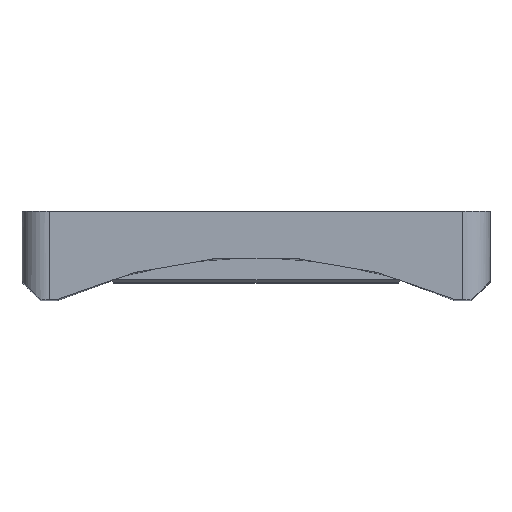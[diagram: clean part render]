
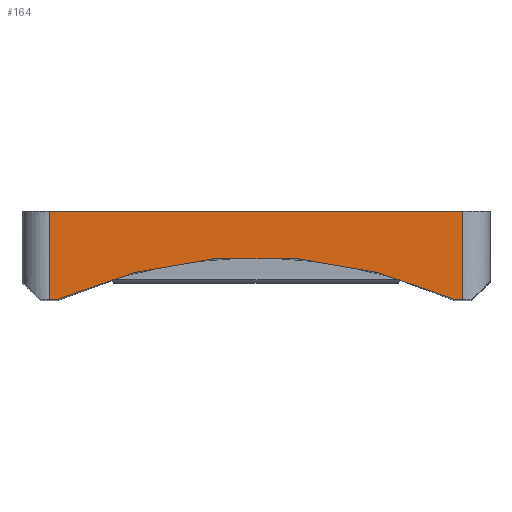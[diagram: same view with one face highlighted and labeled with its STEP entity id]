
A CAD part, top view. The second image highlights one B-rep face of the part: STEP entity #164.
In plain terms, the highlighted planar face has unit normal (0, 0, 1).
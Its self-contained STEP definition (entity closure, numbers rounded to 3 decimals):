
#26 = VECTOR ( 'NONE', #663, 1000. ) ;
#28 = VERTEX_POINT ( 'NONE', #1203 ) ;
#32 = CARTESIAN_POINT ( 'NONE',  ( -13.35, -5.5, 45.2 ) ) ;
#64 = ORIENTED_EDGE ( 'NONE', *, *, #1235, .T. ) ;
#67 = DIRECTION ( 'NONE',  ( -1., 0., 0. ) ) ;
#91 = EDGE_CURVE ( 'NONE', #28, #1248, #167, .T. ) ;
#97 = CARTESIAN_POINT ( 'NONE',  ( -14.5, 0., 45.2 ) ) ;
#102 = CARTESIAN_POINT ( 'NONE',  ( 12.8, -32.953, 45.2 ) ) ;
#137 = CARTESIAN_POINT ( 'NONE',  ( 13.35, -5.5, 45.2 ) ) ;
#164 = ADVANCED_FACE ( 'NONE', ( #865 ), #1057, .F. ) ;
#165 = VERTEX_POINT ( 'NONE', #509 ) ;
#167 = LINE ( 'NONE', #137, #835 ) ;
#174 = CARTESIAN_POINT ( 'NONE',  ( -12.8, -5.5, 45.2 ) ) ;
#180 = EDGE_CURVE ( 'NONE', #346, #28, #882, .T. ) ;
#185 = ORIENTED_EDGE ( 'NONE', *, *, #1270, .T. ) ;
#202 = ORIENTED_EDGE ( 'NONE', *, *, #180, .T. ) ;
#218 = VECTOR ( 'NONE', #1290, 1000. ) ;
#243 = AXIS2_PLACEMENT_3D ( 'NONE', #1070, #728, #422 ) ;
#271 = EDGE_LOOP ( 'NONE', ( #1062, #185, #1073, #638, #64, #202 ) ) ;
#346 = VERTEX_POINT ( 'NONE', #1230 ) ;
#422 = DIRECTION ( 'NONE',  ( -1., 0., 0. ) ) ;
#451 = VERTEX_POINT ( 'NONE', #174 ) ;
#465 = VECTOR ( 'NONE', #475, 1000. ) ;
#475 = DIRECTION ( 'NONE',  ( 1., 0., 0. ) ) ;
#493 = EDGE_CURVE ( 'NONE', #165, #451, #623, .T. ) ;
#509 = CARTESIAN_POINT ( 'NONE',  ( -12.8, 0., 45.2 ) ) ;
#550 = DIRECTION ( 'NONE',  ( 0., 1., 0. ) ) ;
#623 = LINE ( 'NONE', #954, #218 ) ;
#638 = ORIENTED_EDGE ( 'NONE', *, *, #493, .T. ) ;
#652 = LINE ( 'NONE', #97, #26 ) ;
#663 = DIRECTION ( 'NONE',  ( -1., 0., 0. ) ) ;
#664 = AXIS2_PLACEMENT_3D ( 'NONE', #947, #1295, #67 ) ;
#728 = DIRECTION ( 'NONE',  ( 0., 0., -1. ) ) ;
#791 = CARTESIAN_POINT ( 'NONE',  ( 12.8, -5.5, 45.2 ) ) ;
#835 = VECTOR ( 'NONE', #1033, 1000. ) ;
#865 = FACE_OUTER_BOUND ( 'NONE', #271, .T. ) ;
#882 = CIRCLE ( 'NONE', #243, 30.103 ) ;
#895 = LINE ( 'NONE', #102, #995 ) ;
#947 = CARTESIAN_POINT ( 'NONE',  ( 0., -32.953, 45.2 ) ) ;
#954 = CARTESIAN_POINT ( 'NONE',  ( -12.8, -32.953, 45.2 ) ) ;
#960 = VERTEX_POINT ( 'NONE', #1414 ) ;
#995 = VECTOR ( 'NONE', #550, 1000. ) ;
#1033 = DIRECTION ( 'NONE',  ( 1., 0., 0. ) ) ;
#1057 = PLANE ( 'NONE',  #664 ) ;
#1062 = ORIENTED_EDGE ( 'NONE', *, *, #91, .T. ) ;
#1070 = CARTESIAN_POINT ( 'NONE',  ( 0., -32.953, 45.2 ) ) ;
#1073 = ORIENTED_EDGE ( 'NONE', *, *, #1296, .T. ) ;
#1126 = LINE ( 'NONE', #32, #465 ) ;
#1203 = CARTESIAN_POINT ( 'NONE',  ( 12.35, -5.5, 45.2 ) ) ;
#1230 = CARTESIAN_POINT ( 'NONE',  ( -12.35, -5.5, 45.2 ) ) ;
#1235 = EDGE_CURVE ( 'NONE', #451, #346, #1126, .T. ) ;
#1248 = VERTEX_POINT ( 'NONE', #791 ) ;
#1270 = EDGE_CURVE ( 'NONE', #1248, #960, #895, .T. ) ;
#1290 = DIRECTION ( 'NONE',  ( 0., -1., 0. ) ) ;
#1295 = DIRECTION ( 'NONE',  ( 0., 0., -1. ) ) ;
#1296 = EDGE_CURVE ( 'NONE', #960, #165, #652, .T. ) ;
#1414 = CARTESIAN_POINT ( 'NONE',  ( 12.8, 0., 45.2 ) ) ;
